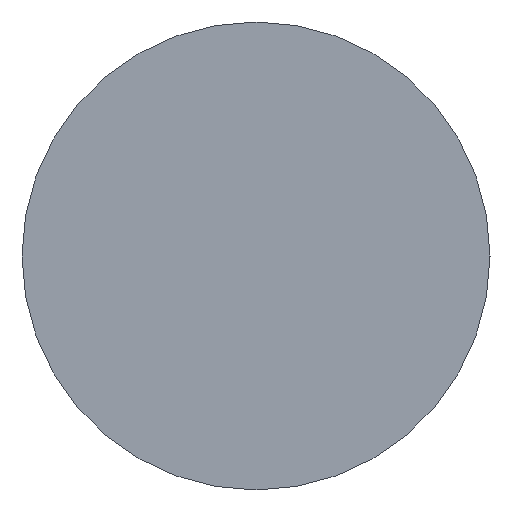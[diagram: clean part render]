
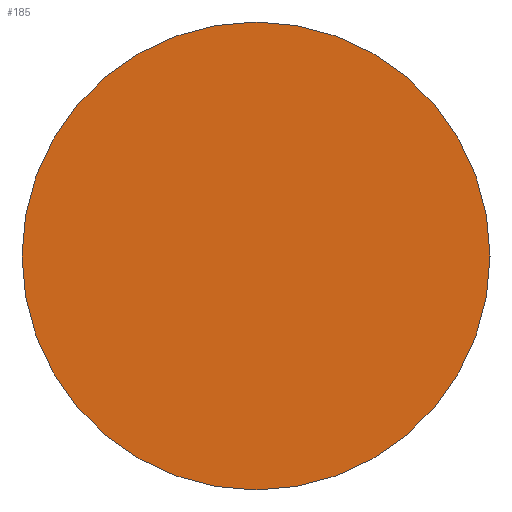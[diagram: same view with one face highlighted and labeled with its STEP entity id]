
A CAD part, left-side view. The second image highlights one B-rep face of the part: STEP entity #185.
In plain terms, the highlighted planar face has unit normal (-1, 0, 0).
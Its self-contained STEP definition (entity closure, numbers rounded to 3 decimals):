
#2 = DIRECTION ( 'NONE',  ( 0., 0., 1. ) ) ;
#6 = DIRECTION ( 'NONE',  ( 0., 0., -1. ) ) ;
#15 = ORIENTED_EDGE ( 'NONE', *, *, #47, .T. ) ;
#20 = CARTESIAN_POINT ( 'NONE',  ( 510.993, 162.592, 0. ) ) ;
#24 = AXIS2_PLACEMENT_3D ( 'NONE', #55, #76, #6 ) ;
#27 = CARTESIAN_POINT ( 'NONE',  ( 510.993, 162.592, 3.15 ) ) ;
#34 = CARTESIAN_POINT ( 'NONE',  ( 510.993, 162.592, 0. ) ) ;
#46 = DIRECTION ( 'NONE',  ( -1., 0., 0. ) ) ;
#47 = EDGE_CURVE ( 'NONE', #62, #146, #75, .T. ) ;
#51 = EDGE_CURVE ( 'NONE', #146, #62, #176, .T. ) ;
#55 = CARTESIAN_POINT ( 'NONE',  ( 510.993, 162.592, 0. ) ) ;
#62 = VERTEX_POINT ( 'NONE', #27 ) ;
#70 = DIRECTION ( 'NONE',  ( 0., 0., 1. ) ) ;
#75 = CIRCLE ( 'NONE', #109, 3.15 ) ;
#76 = DIRECTION ( 'NONE',  ( 1., 0., 0. ) ) ;
#109 = AXIS2_PLACEMENT_3D ( 'NONE', #20, #46, #2 ) ;
#123 = EDGE_LOOP ( 'NONE', ( #15, #167 ) ) ;
#129 = CARTESIAN_POINT ( 'NONE',  ( 510.993, 162.592, -3.15 ) ) ;
#146 = VERTEX_POINT ( 'NONE', #129 ) ;
#167 = ORIENTED_EDGE ( 'NONE', *, *, #51, .T. ) ;
#176 = CIRCLE ( 'NONE', #184, 3.15 ) ;
#178 = DIRECTION ( 'NONE',  ( -1., 0., 0. ) ) ;
#180 = PLANE ( 'NONE',  #24 ) ;
#183 = FACE_OUTER_BOUND ( 'NONE', #123, .T. ) ;
#184 = AXIS2_PLACEMENT_3D ( 'NONE', #34, #178, #70 ) ;
#185 = ADVANCED_FACE ( 'NONE', ( #183 ), #180, .F. ) ;
